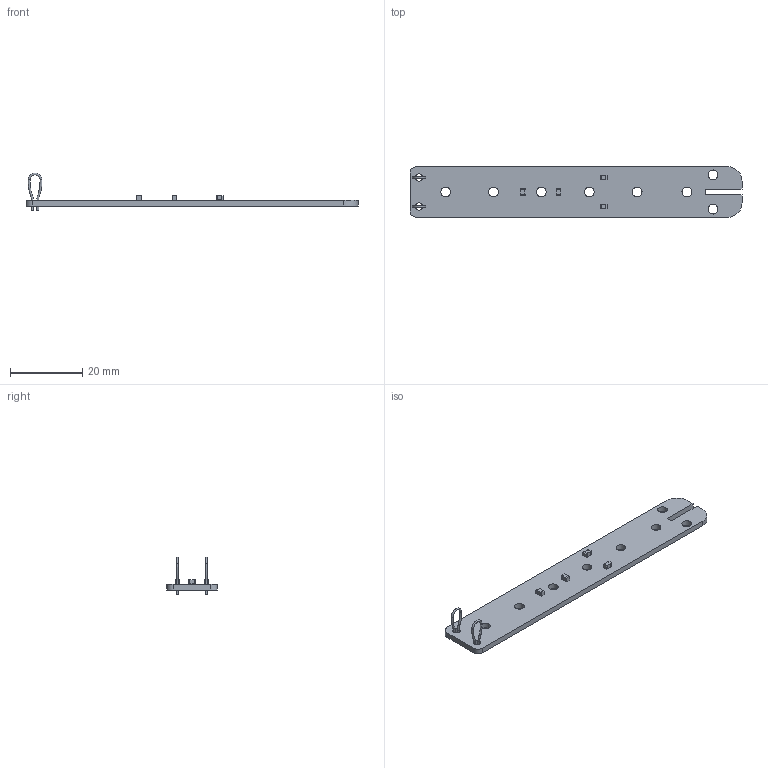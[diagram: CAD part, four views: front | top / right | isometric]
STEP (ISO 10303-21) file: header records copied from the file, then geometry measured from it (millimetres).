
FILE_DESCRIPTION(('KiCad electronic assembly'),'2;1');
FILE_NAME('tri-slot-feedlines.step','2020-10-06T16:54:43',('An Author'), ('A Company'),'Open CASCADE STEP processor 6.9', 'KiCad to STEP converter','Unknown');
FILE_SCHEMA(('AUTOMOTIVE_DESIGN { 1 0 10303 214 1 1 1 1 }'));
Length unit declared in the file: millimetre
Products named in the file (6): Open CASCADE STEP translator 6.9 1; C_0805_2012Metric; SOLID; TestPoint_Loop_D3.80mm_Drill2.0mm; COMPOUND
Assembly tree (9 placements, depth 3):
  Open CASCADE STEP translator 6.9 1
    C_0805_2012Metric  x4
      SOLID
    TestPoint_Loop_D3.80mm_Drill2.0mm  x2
      SOLID
    COMPOUND
Bounding box: 91.85 x 14 x 10.45 mm (x, y, z)
Volume: 1955.8 mm3; surface area: 3034.2 mm2
Topology: 7 solids, 7 shells, 150 faces, 376 edges, 248 vertices
Faces by surface type: plane 78, cylinder 66, bspline 4, torus 2
Full cylindrical faces by diameter (mm): 0.5 x4, 2 x2, 2.7 x8
Entity records: 4736 total; most frequent: CARTESIAN_POINT 1294, DIRECTION 617, LINE 327, VECTOR 327, ORIENTED_EDGE 298, PCURVE 298, DEFINITIONAL_REPRESENTATION 298, EDGE_CURVE 149
